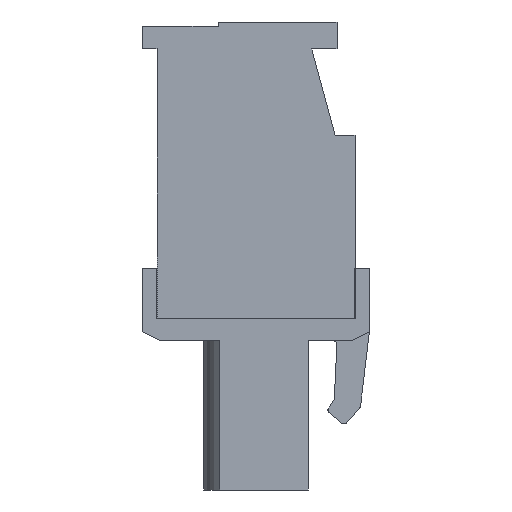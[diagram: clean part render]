
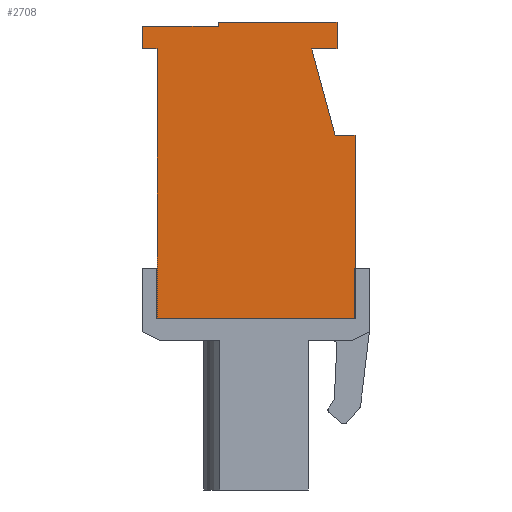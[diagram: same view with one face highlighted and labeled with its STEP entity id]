
A CAD part, left-side view. The second image highlights one B-rep face of the part: STEP entity #2708.
In plain terms, the highlighted planar face has unit normal (-1, 0, 0).
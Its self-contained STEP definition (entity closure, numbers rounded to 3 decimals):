
#2708 = ADVANCED_FACE( '', ( #5683 ), #5684, .T. );
#5683 = FACE_OUTER_BOUND( '', #9019, .T. );
#5684 = PLANE( '', #9020 );
#9019 = EDGE_LOOP( '', ( #16520, #16521, #16522, #16523, #16524, #16525, #16526, #16527, #16528, #16529, #16530, #16531 ) );
#9020 = AXIS2_PLACEMENT_3D( '', #16532, #16533, #16534 );
#16520 = ORIENTED_EDGE( '', *, *, #23488, .T. );
#16521 = ORIENTED_EDGE( '', *, *, #23492, .T. );
#16522 = ORIENTED_EDGE( '', *, *, #23348, .T. );
#16523 = ORIENTED_EDGE( '', *, *, #22854, .T. );
#16524 = ORIENTED_EDGE( '', *, *, #22155, .T. );
#16525 = ORIENTED_EDGE( '', *, *, #23493, .T. );
#16526 = ORIENTED_EDGE( '', *, *, #20485, .T. );
#16527 = ORIENTED_EDGE( '', *, *, #22846, .T. );
#16528 = ORIENTED_EDGE( '', *, *, #23494, .T. );
#16529 = ORIENTED_EDGE( '', *, *, #23495, .T. );
#16530 = ORIENTED_EDGE( '', *, *, #23496, .T. );
#16531 = ORIENTED_EDGE( '', *, *, #23497, .T. );
#16532 = CARTESIAN_POINT( '', ( -22.86, 0., 0. ) );
#16533 = DIRECTION( '', ( -1., 0., 0. ) );
#16534 = DIRECTION( '', ( 0., 0., 1. ) );
#20485 = EDGE_CURVE( '', #24565, #24563, #24566, .T. );
#22155 = EDGE_CURVE( '', #27422, #27423, #27424, .T. );
#22846 = EDGE_CURVE( '', #24563, #28416, #28418, .T. );
#22854 = EDGE_CURVE( '', #28428, #27422, #28429, .T. );
#23348 = EDGE_CURVE( '', #29092, #28428, #29093, .T. );
#23488 = EDGE_CURVE( '', #29263, #29264, #29265, .T. );
#23492 = EDGE_CURVE( '', #29264, #29092, #29269, .T. );
#23493 = EDGE_CURVE( '', #27423, #24565, #29270, .T. );
#23494 = EDGE_CURVE( '', #28416, #29271, #29272, .T. );
#23495 = EDGE_CURVE( '', #29271, #29273, #29274, .T. );
#23496 = EDGE_CURVE( '', #29273, #29275, #29276, .T. );
#23497 = EDGE_CURVE( '', #29275, #29263, #29277, .T. );
#24563 = VERTEX_POINT( '', #30569 );
#24565 = VERTEX_POINT( '', #30572 );
#24566 = LINE( '', #30573, #30574 );
#27422 = VERTEX_POINT( '', #34693 );
#27423 = VERTEX_POINT( '', #34694 );
#27424 = LINE( '', #34695, #34696 );
#28416 = VERTEX_POINT( '', #36209 );
#28418 = LINE( '', #36212, #36213 );
#28428 = VERTEX_POINT( '', #36227 );
#28429 = LINE( '', #36228, #36229 );
#29092 = VERTEX_POINT( '', #37226 );
#29093 = LINE( '', #37227, #37228 );
#29263 = VERTEX_POINT( '', #37481 );
#29264 = VERTEX_POINT( '', #37482 );
#29265 = LINE( '', #37483, #37484 );
#29269 = LINE( '', #37490, #37491 );
#29270 = LINE( '', #37492, #37493 );
#29271 = VERTEX_POINT( '', #37494 );
#29272 = LINE( '', #37495, #37496 );
#29273 = VERTEX_POINT( '', #37497 );
#29274 = LINE( '', #37498, #37499 );
#29275 = VERTEX_POINT( '', #37500 );
#29276 = LINE( '', #37501, #37502 );
#29277 = LINE( '', #37503, #37504 );
#30569 = CARTESIAN_POINT( '', ( -22.86, 5.5, -7.5 ) );
#30572 = CARTESIAN_POINT( '', ( -22.86, 5.5, 7.5 ) );
#30573 = CARTESIAN_POINT( '', ( -22.86, 5.5, 7.5 ) );
#30574 = VECTOR( '', #38986, 1000. );
#34693 = CARTESIAN_POINT( '', ( -22.86, 6.3, 8.75 ) );
#34694 = CARTESIAN_POINT( '', ( -22.86, 6.3, 7.5 ) );
#34695 = CARTESIAN_POINT( '', ( -22.86, 6.3, 8.75 ) );
#34696 = VECTOR( '', #40586, 1000. );
#36209 = CARTESIAN_POINT( '', ( -22.86, -5.5, -7.5 ) );
#36212 = CARTESIAN_POINT( '', ( -22.86, 5.5, -7.5 ) );
#36213 = VECTOR( '', #41177, 1000. );
#36227 = CARTESIAN_POINT( '', ( -22.86, 2.1, 8.75 ) );
#36228 = CARTESIAN_POINT( '', ( -22.86, 2.1, 8.75 ) );
#36229 = VECTOR( '', #41182, 1000. );
#37226 = CARTESIAN_POINT( '', ( -22.86, 2.1, 9. ) );
#37227 = CARTESIAN_POINT( '', ( -22.86, 2.1, 9. ) );
#37228 = VECTOR( '', #41586, 1000. );
#37481 = CARTESIAN_POINT( '', ( -22.86, -4.5, 7.5 ) );
#37482 = CARTESIAN_POINT( '', ( -22.86, -4.5, 9. ) );
#37483 = CARTESIAN_POINT( '', ( -22.86, -4.5, 7.5 ) );
#37484 = VECTOR( '', #41688, 1000. );
#37490 = CARTESIAN_POINT( '', ( -22.86, -4.5, 9. ) );
#37491 = VECTOR( '', #41691, 1000. );
#37492 = CARTESIAN_POINT( '', ( -22.86, 6.3, 7.5 ) );
#37493 = VECTOR( '', #41692, 1000. );
#37494 = CARTESIAN_POINT( '', ( -22.86, -5.5, 2.7 ) );
#37495 = CARTESIAN_POINT( '', ( -22.86, -5.5, -7.5 ) );
#37496 = VECTOR( '', #41693, 1000. );
#37497 = CARTESIAN_POINT( '', ( -22.86, -4.4, 2.7 ) );
#37498 = CARTESIAN_POINT( '', ( -22.86, -5.5, 2.7 ) );
#37499 = VECTOR( '', #41694, 1000. );
#37500 = CARTESIAN_POINT( '', ( -22.86, -3.1, 7.5 ) );
#37501 = CARTESIAN_POINT( '', ( -22.86, -4.4, 2.7 ) );
#37502 = VECTOR( '', #41695, 1000. );
#37503 = CARTESIAN_POINT( '', ( -22.86, -3.1, 7.5 ) );
#37504 = VECTOR( '', #41696, 1000. );
#38986 = DIRECTION( '', ( 0., 0., -1. ) );
#40586 = DIRECTION( '', ( 0., 0., -1. ) );
#41177 = DIRECTION( '', ( 0., -1., 0. ) );
#41182 = DIRECTION( '', ( 0., 1., 0. ) );
#41586 = DIRECTION( '', ( 0., 0., -1. ) );
#41688 = DIRECTION( '', ( 0., 0., 1. ) );
#41691 = DIRECTION( '', ( 0., 1., 0. ) );
#41692 = DIRECTION( '', ( 0., -1., 0. ) );
#41693 = DIRECTION( '', ( 0., 0., 1. ) );
#41694 = DIRECTION( '', ( 0., 1., 0. ) );
#41695 = DIRECTION( '', ( 0., 0.261, 0.965 ) );
#41696 = DIRECTION( '', ( 0., -1., 0. ) );
